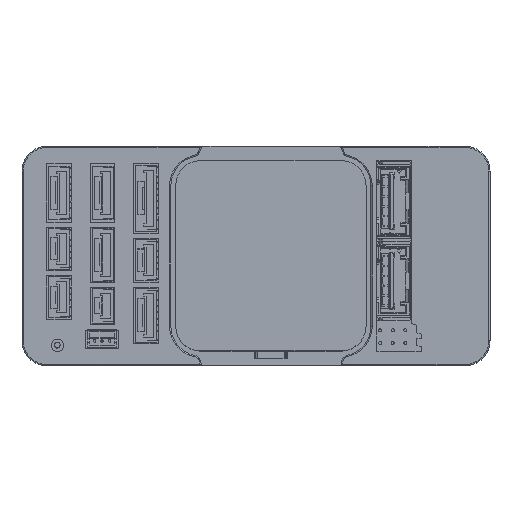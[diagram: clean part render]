
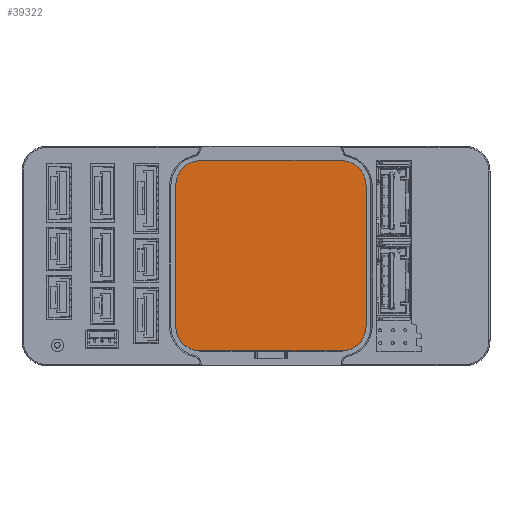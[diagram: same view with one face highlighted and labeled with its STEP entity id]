
A CAD part, top view. The second image highlights one B-rep face of the part: STEP entity #39322.
In plain terms, the highlighted planar face has unit normal (0, 0, 1).
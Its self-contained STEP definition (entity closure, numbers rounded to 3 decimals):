
#434=CIRCLE('',#42300,5.);
#436=CIRCLE('',#42304,5.);
#438=CIRCLE('',#42307,5.);
#440=CIRCLE('',#42311,5.);
#2985=FACE_OUTER_BOUND('',#4862,.T.);
#4862=EDGE_LOOP('',(#32400,#32401,#32402,#32403,#32404,#32405,#32406,#32407));
#9447=LINE('',#62796,#14686);
#9452=LINE('',#62807,#14691);
#9456=LINE('',#62819,#14695);
#9460=LINE('',#62834,#14699);
#14686=VECTOR('',#49742,10.);
#14691=VECTOR('',#49749,10.);
#14695=VECTOR('',#49761,10.);
#14699=VECTOR('',#49779,10.);
#19555=VERTEX_POINT('',#62793);
#19556=VERTEX_POINT('',#62795);
#19560=VERTEX_POINT('',#62804);
#19561=VERTEX_POINT('',#62806);
#19563=VERTEX_POINT('',#62812);
#19565=VERTEX_POINT('',#62818);
#19567=VERTEX_POINT('',#62827);
#19569=VERTEX_POINT('',#62833);
#24822=EDGE_CURVE('',#19556,#19555,#9447,.T.);
#24827=EDGE_CURVE('',#19561,#19560,#9452,.T.);
#24830=EDGE_CURVE('',#19563,#19561,#434,.T.);
#24833=EDGE_CURVE('',#19565,#19563,#9456,.T.);
#24836=EDGE_CURVE('',#19555,#19565,#436,.T.);
#24838=EDGE_CURVE('',#19567,#19556,#438,.T.);
#24841=EDGE_CURVE('',#19569,#19567,#9460,.T.);
#24844=EDGE_CURVE('',#19560,#19569,#440,.T.);
#32400=ORIENTED_EDGE('',*,*,#24844,.T.);
#32401=ORIENTED_EDGE('',*,*,#24841,.T.);
#32402=ORIENTED_EDGE('',*,*,#24838,.T.);
#32403=ORIENTED_EDGE('',*,*,#24822,.T.);
#32404=ORIENTED_EDGE('',*,*,#24836,.T.);
#32405=ORIENTED_EDGE('',*,*,#24833,.T.);
#32406=ORIENTED_EDGE('',*,*,#24830,.T.);
#32407=ORIENTED_EDGE('',*,*,#24827,.T.);
#37777=PLANE('',#42312);
#39322=ADVANCED_FACE('',(#2985),#37777,.T.);
#42300=AXIS2_PLACEMENT_3D('',#62813,#49755,#49756);
#42304=AXIS2_PLACEMENT_3D('',#62823,#49767,#49768);
#42307=AXIS2_PLACEMENT_3D('',#62828,#49773,#49774);
#42311=AXIS2_PLACEMENT_3D('',#62838,#49785,#49786);
#42312=AXIS2_PLACEMENT_3D('',#62839,#49787,#49788);
#49742=DIRECTION('',(1.,0.,0.));
#49749=DIRECTION('',(-1.,0.,0.));
#49755=DIRECTION('center_axis',(0.,0.,1.));
#49756=DIRECTION('ref_axis',(0.,1.,0.));
#49761=DIRECTION('',(0.,1.,0.));
#49767=DIRECTION('center_axis',(0.,0.,1.));
#49768=DIRECTION('ref_axis',(1.,0.,0.));
#49773=DIRECTION('center_axis',(0.,0.,1.));
#49774=DIRECTION('ref_axis',(0.,-1.,0.));
#49779=DIRECTION('',(0.,-1.,0.));
#49785=DIRECTION('center_axis',(0.,0.,1.));
#49786=DIRECTION('ref_axis',(-1.,0.,0.));
#49787=DIRECTION('center_axis',(0.,0.,1.));
#49788=DIRECTION('ref_axis',(1.,0.,0.));
#62793=CARTESIAN_POINT('',(14.16,-19.16,21.));
#62795=CARTESIAN_POINT('',(-14.16,-19.16,21.));
#62796=CARTESIAN_POINT('',(-14.16,-19.16,21.));
#62804=CARTESIAN_POINT('',(-14.16,19.16,21.));
#62806=CARTESIAN_POINT('',(14.16,19.16,21.));
#62807=CARTESIAN_POINT('',(14.16,19.16,21.));
#62812=CARTESIAN_POINT('',(19.16,14.16,21.));
#62813=CARTESIAN_POINT('Origin',(14.16,14.16,21.));
#62818=CARTESIAN_POINT('',(19.16,-14.16,21.));
#62819=CARTESIAN_POINT('',(19.16,-14.16,21.));
#62823=CARTESIAN_POINT('Origin',(14.16,-14.16,21.));
#62827=CARTESIAN_POINT('',(-19.16,-14.16,21.));
#62828=CARTESIAN_POINT('Origin',(-14.16,-14.16,21.));
#62833=CARTESIAN_POINT('',(-19.16,14.16,21.));
#62834=CARTESIAN_POINT('',(-19.16,14.16,21.));
#62838=CARTESIAN_POINT('Origin',(-14.16,14.16,21.));
#62839=CARTESIAN_POINT('Origin',(0.,-19.17,21.));
